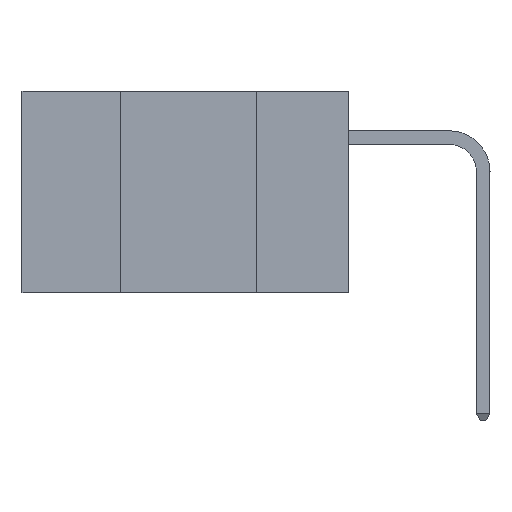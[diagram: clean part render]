
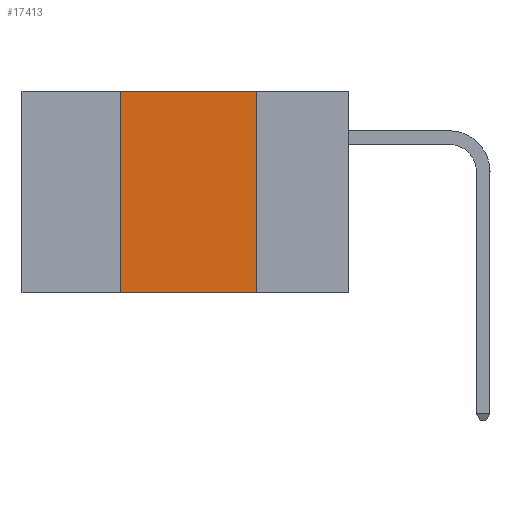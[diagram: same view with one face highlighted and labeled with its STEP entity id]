
A CAD part, left-side view. The second image highlights one B-rep face of the part: STEP entity #17413.
In plain terms, the highlighted planar face has unit normal (-1, 0, 0).
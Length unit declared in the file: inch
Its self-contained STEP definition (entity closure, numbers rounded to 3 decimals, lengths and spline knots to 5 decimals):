
#160 = VERTEX_POINT ( 'NONE', #28663 ) ;
#694 = LINE ( 'NONE', #16450, #6688 ) ;
#1985 = DIRECTION ( 'NONE',  ( 0., -1., 0. ) ) ;
#2818 = VECTOR ( 'NONE', #28505, 39.37008 ) ;
#4727 = ORIENTED_EDGE ( 'NONE', *, *, #11200, .F. ) ;
#5125 = ORIENTED_EDGE ( 'NONE', *, *, #18065, .T. ) ;
#5409 = VECTOR ( 'NONE', #7999, 39.37008 ) ;
#6634 = FACE_OUTER_BOUND ( 'NONE', #30684, .T. ) ;
#6688 = VECTOR ( 'NONE', #11376, 39.37008 ) ;
#7081 = ORIENTED_EDGE ( 'NONE', *, *, #24266, .F. ) ;
#7759 = CARTESIAN_POINT ( 'NONE',  ( 0., 0.42, -0.37 ) ) ;
#7999 = DIRECTION ( 'NONE',  ( 0., -1., 0. ) ) ;
#8084 = EDGE_CURVE ( 'NONE', #8150, #19606, #15165, .T. ) ;
#8150 = VERTEX_POINT ( 'NONE', #32191 ) ;
#8349 = CARTESIAN_POINT ( 'NONE',  ( 0., 0.42, 0. ) ) ;
#10679 = DIRECTION ( 'NONE',  ( 0., 0., -1. ) ) ;
#11200 = EDGE_CURVE ( 'NONE', #14243, #8150, #17295, .T. ) ;
#11376 = DIRECTION ( 'NONE',  ( 0., 0., -1. ) ) ;
#12239 = LINE ( 'NONE', #25748, #5409 ) ;
#12961 = AXIS2_PLACEMENT_3D ( 'NONE', #28085, #25796, #10679 ) ;
#12973 = CARTESIAN_POINT ( 'NONE',  ( 0., 0.17, 0. ) ) ;
#14243 = VERTEX_POINT ( 'NONE', #7759 ) ;
#15165 = LINE ( 'NONE', #31882, #27553 ) ;
#16450 = CARTESIAN_POINT ( 'NONE',  ( 0., 0.17, 0. ) ) ;
#17295 = LINE ( 'NONE', #8349, #2818 ) ;
#17413 = ADVANCED_FACE ( 'NONE', ( #6634 ), #23329, .F. ) ;
#18065 = EDGE_CURVE ( 'NONE', #14243, #160, #12239, .T. ) ;
#19606 = VERTEX_POINT ( 'NONE', #12973 ) ;
#23329 = PLANE ( 'NONE',  #12961 ) ;
#24266 = EDGE_CURVE ( 'NONE', #19606, #160, #694, .T. ) ;
#25748 = CARTESIAN_POINT ( 'NONE',  ( 0., 0.6, -0.37 ) ) ;
#25796 = DIRECTION ( 'NONE',  ( 1., 0., 0. ) ) ;
#27553 = VECTOR ( 'NONE', #1985, 39.37008 ) ;
#28085 = CARTESIAN_POINT ( 'NONE',  ( 0., 0.6, 0. ) ) ;
#28505 = DIRECTION ( 'NONE',  ( 0., 0., 1. ) ) ;
#28663 = CARTESIAN_POINT ( 'NONE',  ( 0., 0.17, -0.37 ) ) ;
#30684 = EDGE_LOOP ( 'NONE', ( #7081, #32419, #4727, #5125 ) ) ;
#31882 = CARTESIAN_POINT ( 'NONE',  ( 0., 0.6, 0. ) ) ;
#32191 = CARTESIAN_POINT ( 'NONE',  ( 0., 0.42, 0. ) ) ;
#32419 = ORIENTED_EDGE ( 'NONE', *, *, #8084, .F. ) ;
